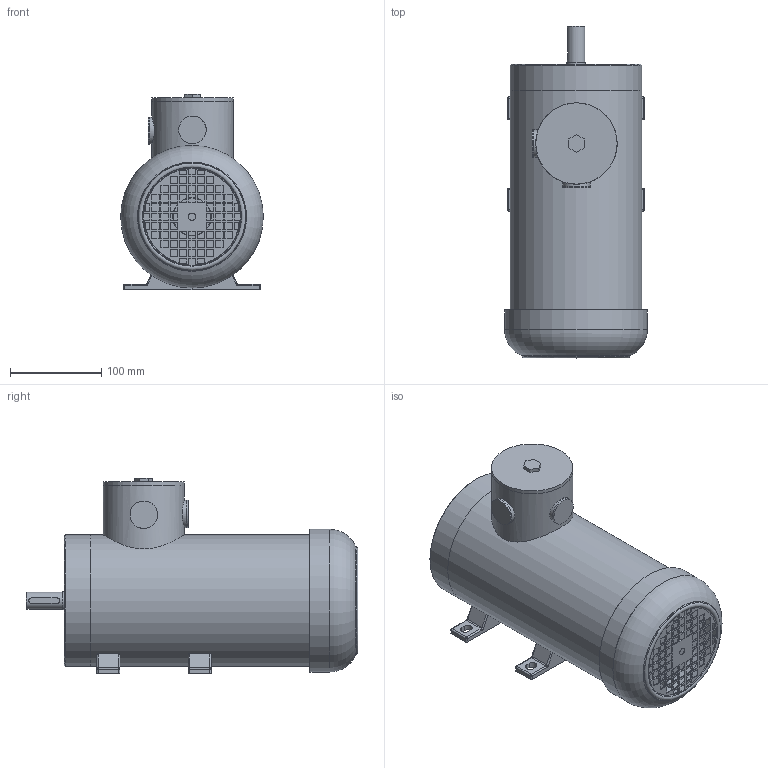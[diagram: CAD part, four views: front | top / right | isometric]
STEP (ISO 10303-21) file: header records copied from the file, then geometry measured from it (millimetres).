
FILE_DESCRIPTION(('Bauteilbeschreibung','HiCAD-Model','HiCAD-STEP-TRANSLATION','Bauteilbeschreibung'),'2;1');
FILE_NAME('TENV 80-2B IMB3 1,1KW.STP','2012-01-03T14:56:09+00:00',('Konstrukteur'),('Konstrukteur Firma GmbH'),' HiCAD 2010, Step 1502.0 ','HiCAD 2010','confidential');
FILE_SCHEMA(('AUTOMOTIVE_DESIGN { 1 2 10303 214 0 1 1 1 }'));
Length unit declared in the file: millimetre
Products named in the file (25): TENV 80_2B IMB3  1_1KW; ZUSAMMENBAU; MANTEL; MANTEL_001X; B_SCHILD BG80; A01_000X; KL_KA ; KL_KA__001X; HAUBE TEFC 80_2B  1_1KW; ROTATIONSTEIL_0; HUTMUTTERN_0; DIN 1587_M6_6_HUTMUTTERN_0; DIN015870M6060HUTMUTTERN00; DIN015870M6060HUTMUTTERN000; DIN015870M6060HUTMUTTERN001; BLINDVERSCHRAUBUNG; BLINDVERSCHRAUBUNG0; DECKEL _89; WELLENENDE M_ PA_FEDER; FU_ BG 80 _2; TRANSLATIONSTEIL_5; FU00BG080002; TRANSLATIONSTEIL05; B3 _ SCHILD; ROTATIONSTEIL_1
Assembly tree (24 placements, depth 4):
  TENV 80_2B IMB3  1_1KW
    ZUSAMMENBAU
      MANTEL
        MANTEL_001X
      B_SCHILD BG80
        A01_000X
      KL_KA 
        KL_KA__001X
      HAUBE TEFC 80_2B  1_1KW
        ROTATIONSTEIL_0
    HUTMUTTERN_0
      DIN 1587_M6_6_HUTMUTTERN_0
      DIN015870M6060HUTMUTTERN00
      DIN015870M6060HUTMUTTERN000
      DIN015870M6060HUTMUTTERN001
    BLINDVERSCHRAUBUNG
    BLINDVERSCHRAUBUNG0
    DECKEL _89
    WELLENENDE M_ PA_FEDER
    FU_ BG 80 _2
      TRANSLATIONSTEIL_5
    FU00BG080002
      TRANSLATIONSTEIL05
    B3 _ SCHILD
      ROTATIONSTEIL_1
Bounding box: 156 x 363 x 214 mm (x, y, z)
Volume: 1439175.7 mm3; surface area: 485871.2 mm2
Topology: 15 solids, 15 shells, 586 faces, 1663 edges, 1082 vertices
Faces by surface type: plane 428, cylinder 99, cone 24, torus 23, sphere 12
Full cylindrical faces by diameter (mm): 6 x4, 6.5 x4, 8 x1, 9.5 x4, 19 x1, 20 x1, 22 x2, 30 x4, 35 x1, 38 x2, 42 x1, 47 x2, 89 x2, 132 x2, 137.4 x2, 141 x4, 144 x3, 154 x1, 156 x1
Entity records: 29923 total; most frequent: CARTESIAN_POINT 7225, ORIENTED_EDGE 3050, DIRECTION 2924, EDGE_CURVE 1525, COLOUR_RGB 1453, PRESENTATION_STYLE_ASSIGNMENT 1453, CURVE_STYLE 1438, DRAUGHTING_PRE_DEFINED_CURVE_FONT 1438
